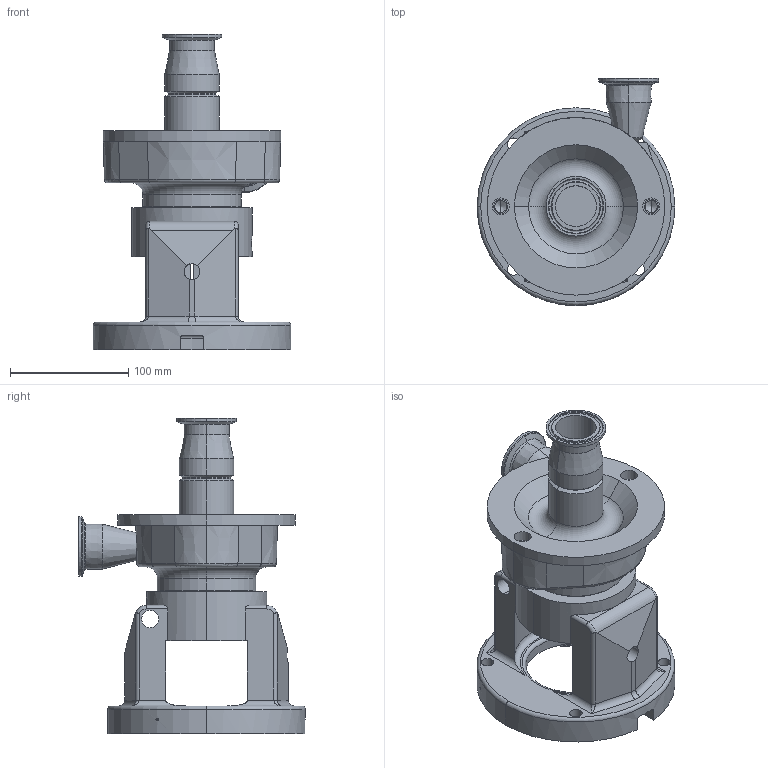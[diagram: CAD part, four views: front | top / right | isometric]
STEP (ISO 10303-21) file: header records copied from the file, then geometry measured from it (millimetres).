
FILE_DESCRIPTION (( 'STEP AP214' ), '1' );
FILE_NAME ('FPX 701-702 56-140TC VERT.STEP', '2022-12-16T20:21:31', ( '' ), ( '' ), 'SwSTEP 2.0', 'SolidWorks 2021', '' );
FILE_SCHEMA (( 'AUTOMOTIVE_DESIGN' ));
Length unit declared in the file: millimetre
Products named in the file (2): FPX 700 56-140TC VERT^1275000073.STEP; FPX 701-702 56-140TC VERT
Assembly tree (1 placements, depth 2):
  FPX 701-702 56-140TC VERT
    FPX 700 56-140TC VERT^1275000073.STEP
Bounding box: 167 x 191.5 x 266.6 mm (x, y, z)
Volume: 1519147.1 mm3; surface area: 235558.4 mm2
Topology: 1 solids, 1 shells, 347 faces, 852 edges, 505 vertices
Faces by surface type: cylinder 145, torus 69, plane 65, cone 61, bspline 6, sphere 1
Entity records: 14896 total; most frequent: CARTESIAN_POINT 6554, DIRECTION 1880, ORIENTED_EDGE 1678, EDGE_CURVE 839, AXIS2_PLACEMENT_3D 774, VERTEX_POINT 505, CIRCLE 429, EDGE_LOOP 382
